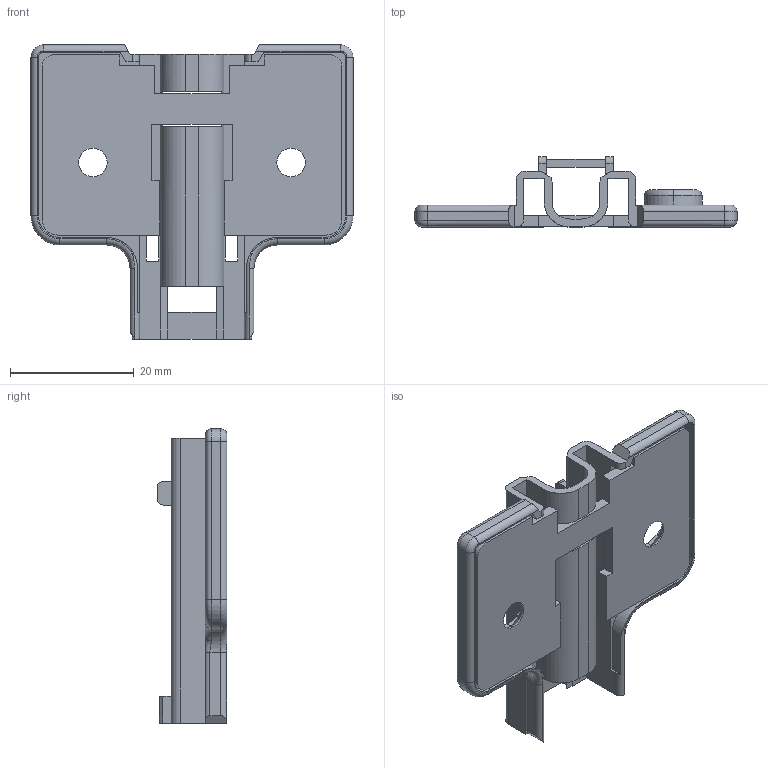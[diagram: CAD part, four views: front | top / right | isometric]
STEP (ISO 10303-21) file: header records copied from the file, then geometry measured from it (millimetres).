
FILE_DESCRIPTION (( 'STEP AP214' ), '1' );
FILE_NAME ('F000045_3D.step', '2022-06-06T12:17:06', ( '' ), ( '' ), 'SwSTEP 2.0', 'SolidWorks 2020', '' );
FILE_SCHEMA (( 'AUTOMOTIVE_DESIGN' ));
Length unit declared in the file: millimetre
Products named in the file (1): F000045_3D
Bounding box: 52 x 11.3 x 47.5 mm (x, y, z)
Volume: 5427.5 mm3; surface area: 8894.4 mm2
Topology: 2 solids, 2 shells, 216 faces, 610 edges, 392 vertices
Faces by surface type: plane 134, cylinder 62, torus 14, cone 4, bspline 2
Entity records: 7083 total; most frequent: CARTESIAN_POINT 1349, ORIENTED_EDGE 1220, DIRECTION 1170, EDGE_CURVE 610, VECTOR 448, LINE 448, VERTEX_POINT 392, AXIS2_PLACEMENT_3D 361
